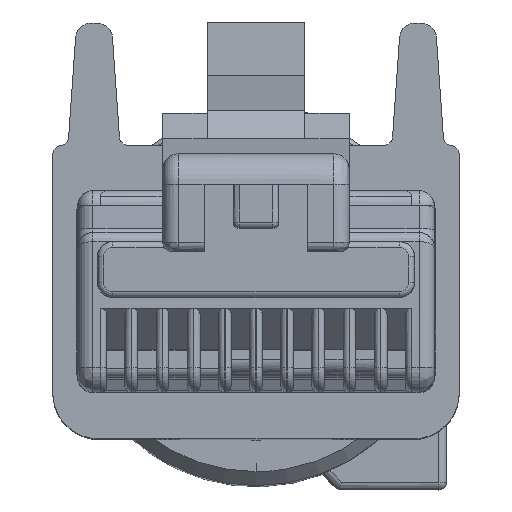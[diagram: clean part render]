
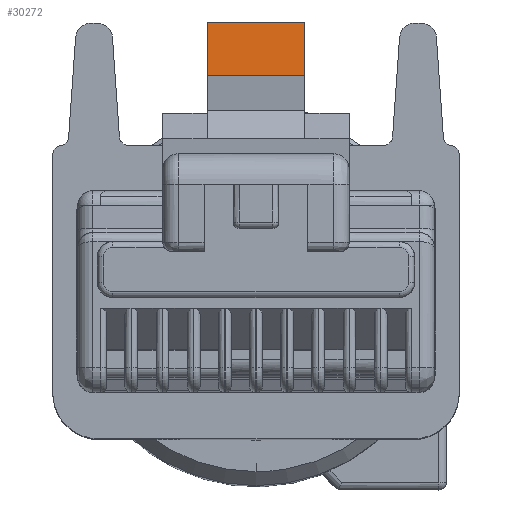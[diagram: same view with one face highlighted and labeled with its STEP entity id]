
A CAD part, top view. The second image highlights one B-rep face of the part: STEP entity #30272.
In plain terms, the highlighted planar face has unit normal (0, 0.934, 0.358).
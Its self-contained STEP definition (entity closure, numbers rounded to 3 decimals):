
#30259=AXIS2_PLACEMENT_3D('Plane Axis2P3D',#30256,#30257,#30258) ;
#29102=CARTESIAN_POINT('Vertex',(5.05,13.324,179.007)) ;
#29105=CARTESIAN_POINT('Line Origine',(5.05,14.185,176.763)) ;
#29109=CARTESIAN_POINT('Vertex',(5.05,15.046,174.519)) ;
#29159=CARTESIAN_POINT('Line Origine',(8.25,14.185,176.763)) ;
#29163=CARTESIAN_POINT('Vertex',(8.25,13.324,179.007)) ;
#29165=CARTESIAN_POINT('Vertex',(8.25,15.046,174.519)) ;
#30244=CARTESIAN_POINT('Line Origine',(6.65,13.324,179.007)) ;
#30256=CARTESIAN_POINT('Axis2P3D Location',(8.25,13.324,179.007)) ;
#30261=CARTESIAN_POINT('Line Origine',(6.65,15.046,174.519)) ;
#29106=DIRECTION('Vector Direction',(0.,0.358,-0.934)) ;
#29160=DIRECTION('Vector Direction',(0.,0.358,-0.934)) ;
#30245=DIRECTION('Vector Direction',(-1.,0.,0.)) ;
#30257=DIRECTION('Axis2P3D Direction',(0.,0.934,0.358)) ;
#30258=DIRECTION('Axis2P3D XDirection',(0.,-0.358,0.934)) ;
#30262=DIRECTION('Vector Direction',(1.,0.,0.)) ;
#29107=VECTOR('Line Direction',#29106,1.) ;
#29161=VECTOR('Line Direction',#29160,1.) ;
#30246=VECTOR('Line Direction',#30245,1.) ;
#30263=VECTOR('Line Direction',#30262,1.) ;
#30267=ORIENTED_EDGE('',*,*,#29111,.F.) ;
#30268=ORIENTED_EDGE('',*,*,#30248,.F.) ;
#30269=ORIENTED_EDGE('',*,*,#29167,.T.) ;
#30270=ORIENTED_EDGE('',*,*,#30265,.F.) ;
#30272=ADVANCED_FACE('2450490100.1\\a.gr14D49E9B35wh.1\\BREP_WITH_VOIDS #40',(#30271),#30260,.T.) ;
#29111=EDGE_CURVE('',#29103,#29110,#29108,.T.) ;
#29167=EDGE_CURVE('',#29164,#29166,#29162,.T.) ;
#30248=EDGE_CURVE('',#29164,#29103,#30247,.T.) ;
#30265=EDGE_CURVE('',#29110,#29166,#30264,.T.) ;
#30266=EDGE_LOOP('',(#30267,#30268,#30269,#30270)) ;
#30271=FACE_OUTER_BOUND('',#30266,.T.) ;
#29108=LINE('Line',#29105,#29107) ;
#29162=LINE('Line',#29159,#29161) ;
#30247=LINE('Line',#30244,#30246) ;
#30264=LINE('Line',#30261,#30263) ;
#30260=PLANE('',#30259) ;
#29103=VERTEX_POINT('',#29102) ;
#29110=VERTEX_POINT('',#29109) ;
#29164=VERTEX_POINT('',#29163) ;
#29166=VERTEX_POINT('',#29165) ;
